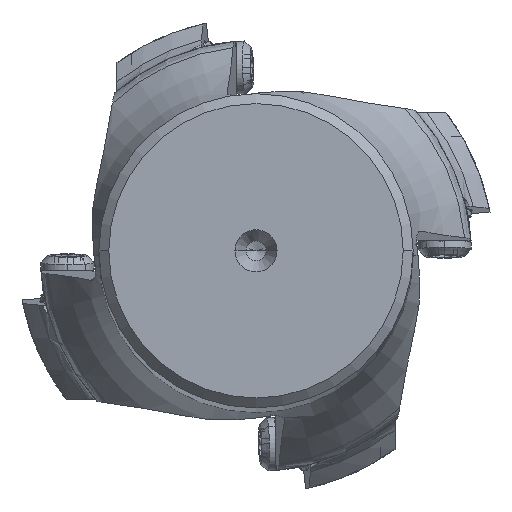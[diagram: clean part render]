
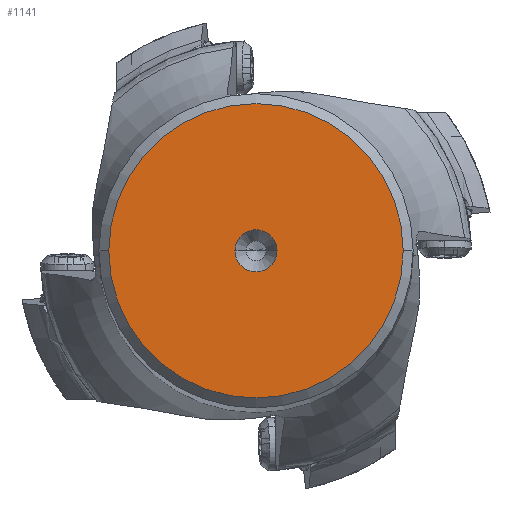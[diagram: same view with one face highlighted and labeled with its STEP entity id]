
A CAD part, top view. The second image highlights one B-rep face of the part: STEP entity #1141.
In plain terms, the highlighted planar face has unit normal (0, 0, 1).
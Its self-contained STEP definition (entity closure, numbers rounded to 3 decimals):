
#1141=ADVANCED_FACE('',(#1369,#1370),#1332,.T.);
#1332=PLANE('',#6952);
#1369=FACE_BOUND('',#1584,.T.);
#1370=FACE_BOUND('',#1585,.T.);
#1584=EDGE_LOOP('',(#3825,#3826,#3827,#3828));
#1585=EDGE_LOOP('',(#3829,#3830));
#1962=CIRCLE('',#6941,14.875);
#1963=CIRCLE('',#6942,14.875);
#1964=CIRCLE('',#6944,14.875);
#1965=CIRCLE('',#6945,14.875);
#1968=CIRCLE('',#6950,2.125);
#1969=CIRCLE('',#6951,2.125);
#3825=ORIENTED_EDGE('',*,*,#5913,.F.);
#3826=ORIENTED_EDGE('',*,*,#5912,.F.);
#3827=ORIENTED_EDGE('',*,*,#5916,.F.);
#3828=ORIENTED_EDGE('',*,*,#5915,.F.);
#3829=ORIENTED_EDGE('',*,*,#5919,.F.);
#3830=ORIENTED_EDGE('',*,*,#5920,.F.);
#5048=VERTEX_POINT('',#12610);
#5049=VERTEX_POINT('',#12612);
#5050=VERTEX_POINT('',#12614);
#5051=VERTEX_POINT('',#12618);
#5053=VERTEX_POINT('',#12626);
#5054=VERTEX_POINT('',#12627);
#5912=EDGE_CURVE('',#5048,#5049,#1962,.T.);
#5913=EDGE_CURVE('',#5049,#5050,#1963,.T.);
#5915=EDGE_CURVE('',#5050,#5051,#1964,.T.);
#5916=EDGE_CURVE('',#5051,#5048,#1965,.T.);
#5919=EDGE_CURVE('',#5053,#5054,#1968,.T.);
#5920=EDGE_CURVE('',#5054,#5053,#1969,.T.);
#6941=AXIS2_PLACEMENT_3D('',#12611,#8387,#8388);
#6942=AXIS2_PLACEMENT_3D('',#12613,#8389,#8390);
#6944=AXIS2_PLACEMENT_3D('',#12617,#8394,#8395);
#6945=AXIS2_PLACEMENT_3D('',#12619,#8396,#8397);
#6950=AXIS2_PLACEMENT_3D('',#12625,#8406,#8407);
#6951=AXIS2_PLACEMENT_3D('',#12628,#8408,#8409);
#6952=AXIS2_PLACEMENT_3D('',#12629,#8410,#8411);
#8387=DIRECTION('',(0.,0.,-1.));
#8388=DIRECTION('',(-1.,0.,0.));
#8389=DIRECTION('',(0.,0.,-1.));
#8390=DIRECTION('',(0.,1.,0.));
#8394=DIRECTION('',(0.,0.,-1.));
#8395=DIRECTION('',(1.,0.,0.));
#8396=DIRECTION('',(0.,0.,-1.));
#8397=DIRECTION('',(0.,-1.,0.));
#8406=DIRECTION('',(0.,0.,1.));
#8407=DIRECTION('',(-1.,0.,0.));
#8408=DIRECTION('',(0.,0.,1.));
#8409=DIRECTION('',(1.,0.,0.));
#8410=DIRECTION('',(0.,0.,1.));
#8411=DIRECTION('',(-1.,0.,0.));
#12610=CARTESIAN_POINT('',(-14.875,0.,0.));
#12611=CARTESIAN_POINT('',(0.,0.,0.));
#12612=CARTESIAN_POINT('',(0.,14.875,0.));
#12613=CARTESIAN_POINT('',(0.,0.,0.));
#12614=CARTESIAN_POINT('',(14.875,0.,0.));
#12617=CARTESIAN_POINT('',(0.,0.,0.));
#12618=CARTESIAN_POINT('',(0.,-14.875,0.));
#12619=CARTESIAN_POINT('',(0.,0.,0.));
#12625=CARTESIAN_POINT('',(0.,0.,0.));
#12626=CARTESIAN_POINT('',(-2.125,0.,0.));
#12627=CARTESIAN_POINT('',(2.125,0.,0.));
#12628=CARTESIAN_POINT('',(0.,0.,0.));
#12629=CARTESIAN_POINT('',(0.,0.,0.));
